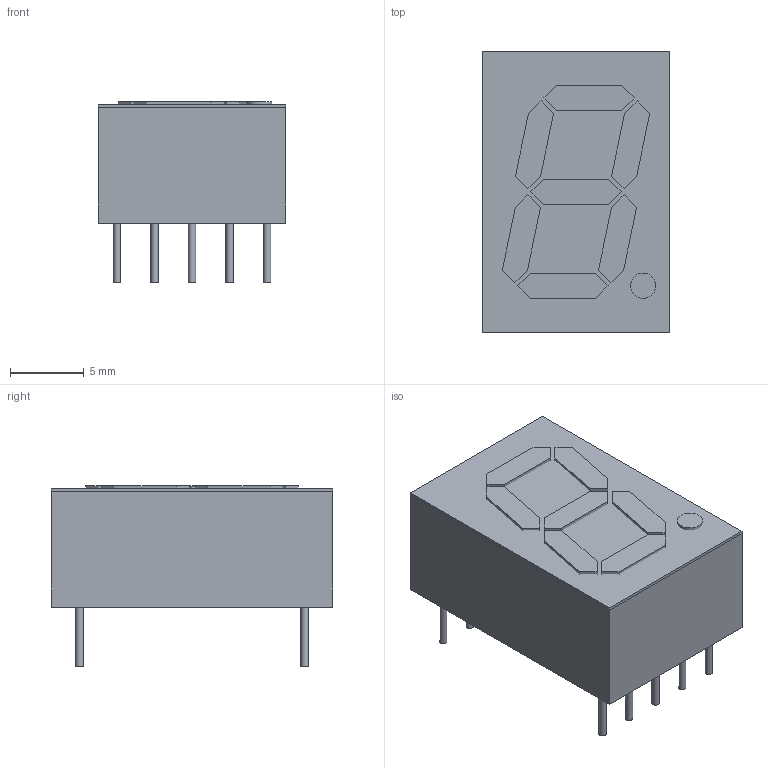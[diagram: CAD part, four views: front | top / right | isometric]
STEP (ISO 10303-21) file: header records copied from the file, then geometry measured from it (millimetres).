
FILE_DESCRIPTION(('Open CASCADE Model'),'2;1');
FILE_NAME('Open CASCADE Shape Model','2024-05-03T01:30:48',('Author'),('Open CASCADE'),'Open CASCADE STEP processor 7.7','Open CASCADE 7.7','Unknown');
FILE_SCHEMA(('AUTOMOTIVE_DESIGN { 1 0 10303 214 1 1 1 1 }'));
Length unit declared in the file: millimetre
Products named in the file (11): 01a97370-08dc-11ef-a24b-be47ca126161; body; body_part; face; face_part; pins; pins_part; on; on_part; off; off_part
Assembly tree (10 placements, depth 3):
  01a97370-08dc-11ef-a24b-be47ca126161
    body
      body_part
    face
      face_part
    pins
      pins_part
    on
      on_part
    off
      off_part
Bounding box: 12.7 x 19.05 x 12.2 mm (x, y, z)
Volume: 1962.5 mm3; surface area: 1700 mm2
Topology: 20 solids, 20 shells, 101 faces, 183 edges, 122 vertices
Faces by surface type: plane 90, cylinder 11
Full cylindrical faces by diameter (mm): 0.5 x10, 1.7 x1
Entity records: 2724 total; most frequent: PCURVE 366, DEFINITIONAL_REPRESENTATION 366, ORIENTED_EDGE 305, CARTESIAN_POINT 221, LINE 218, EDGE_CURVE 183, SURFACE_CURVE 172, VERTEX_POINT 118
